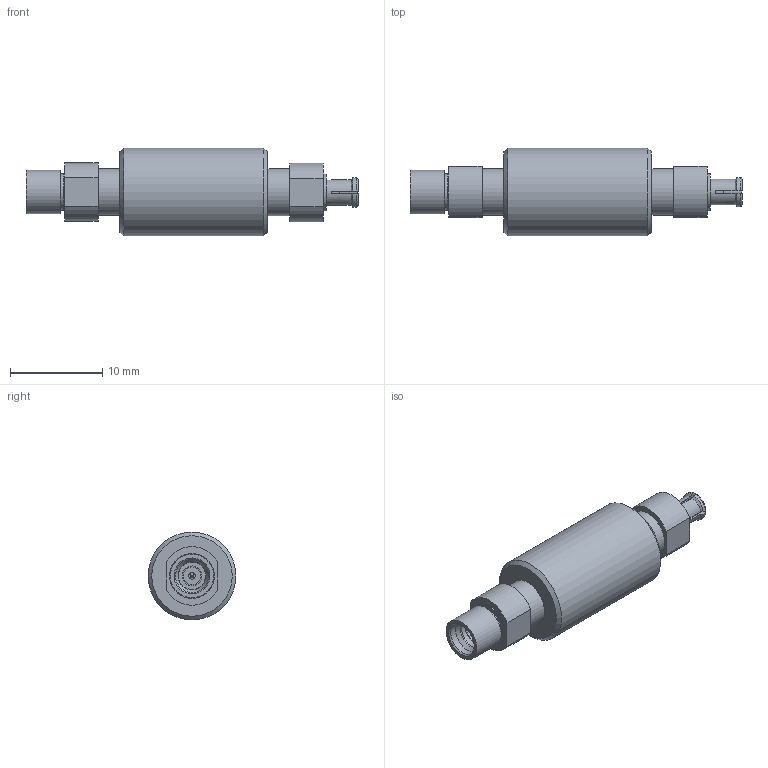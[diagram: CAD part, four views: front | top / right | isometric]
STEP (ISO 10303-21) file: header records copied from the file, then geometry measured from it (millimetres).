
FILE_DESCRIPTION(/* description */ (''),/* implementation_level */ '2;1');
FILE_NAME(/* name */ 'cr110_filter_002MF_SMP.step',/* time_stamp */ '2023-04-27T22:24:22-04:00',/* author */ (''),/* organization */ (''),/* preprocessor_version */ 'ST-DEVELOPER v19.2',/* originating_system */ 'Autodesk Translation Framework v12.4.0.73',/* authorisation */ '');
FILE_SCHEMA (('AUTOMOTIVE_DESIGN { 1 0 10303 214 3 1 1 }'));
Length unit declared in the file: millimetre
Products named in the file (6): cr110_filter_malefemale_002MF-SMP; BD11ACS01A; SMA7471B1-2T-50; SMA7910-3; LW-102X65X05; HN8-1X4-36X16
Assembly tree (6 placements, depth 2):
  cr110_filter_malefemale_002MF-SMP
    BD11ACS01A
    SMA7471B1-2T-50  x2
    SMA7910-3
    LW-102X65X05
    HN8-1X4-36X16
Bounding box: 35.99 x 9.53 x 9.53 mm (x, y, z)
Volume: 1517.8 mm3; surface area: 1202.3 mm2
Topology: 5 solids, 5 shells, 132 faces, 337 edges, 220 vertices
Faces by surface type: plane 52, cylinder 43, cone 25, torus 11, bspline 1
Full cylindrical faces by diameter (mm): 0.373 x1, 0.711 x2, 0.77 x2, 0.851 x1, 1.943 x1, 1.981 x1, 2.032 x1, 2.159 x1, 2.4 x2, 2.408 x1, 2.786 x1, 2.954 x1, 3.183 x1, 3.607 x1, 3.99 x2, 4.724 x1, 4.864 x2, 5.08 x2, 9.525 x1
Entity records: 4324 total; most frequent: CARTESIAN_POINT 914, DIRECTION 719, ORIENTED_EDGE 672, EDGE_CURVE 336, AXIS2_PLACEMENT_3D 286, VERTEX_POINT 220, EDGE_LOOP 150, LINE 147
